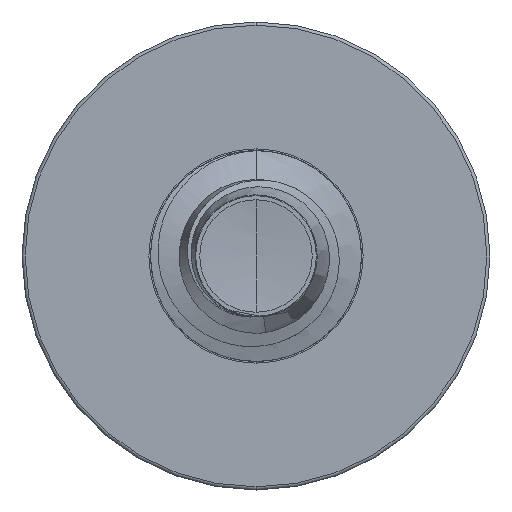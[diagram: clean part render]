
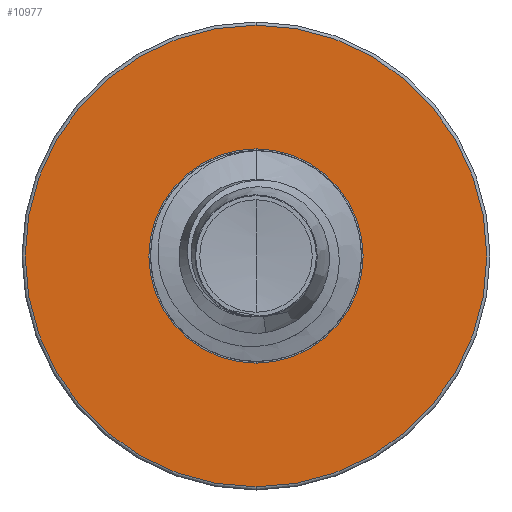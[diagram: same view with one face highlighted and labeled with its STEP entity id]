
A CAD part, front view. The second image highlights one B-rep face of the part: STEP entity #10977.
In plain terms, the highlighted planar face has unit normal (0, -1, 0).
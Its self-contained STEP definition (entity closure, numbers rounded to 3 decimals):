
#66 = AXIS2_PLACEMENT_3D ( 'NONE', #11320, #11701, #12531 ) ;
#582 = VERTEX_POINT ( 'NONE', #6150 ) ;
#1069 = AXIS2_PLACEMENT_3D ( 'NONE', #1602, #1580, #1563 ) ;
#1338 = ORIENTED_EDGE ( 'NONE', *, *, #4386, .T. ) ;
#1563 = DIRECTION ( 'NONE',  ( 0., 0., 1. ) ) ;
#1580 = DIRECTION ( 'NONE',  ( 0., 1., 0. ) ) ;
#1602 = CARTESIAN_POINT ( 'NONE',  ( 0., 7., 0. ) ) ;
#1996 = CIRCLE ( 'NONE', #8863, 1.973 ) ;
#2376 = ORIENTED_EDGE ( 'NONE', *, *, #7441, .F. ) ;
#2622 = AXIS2_PLACEMENT_3D ( 'NONE', #11901, #13061, #5989 ) ;
#2719 = CARTESIAN_POINT ( 'NONE',  ( 0., 7., 0. ) ) ;
#2899 = EDGE_CURVE ( 'NONE', #9636, #10129, #8216, .T. ) ;
#3923 = DIRECTION ( 'NONE',  ( 0., 0., 1. ) ) ;
#3999 = VERTEX_POINT ( 'NONE', #13396 ) ;
#4076 = CIRCLE ( 'NONE', #1069, 0.916 ) ;
#4386 = EDGE_CURVE ( 'NONE', #10129, #9636, #4076, .T. ) ;
#5409 = ORIENTED_EDGE ( 'NONE', *, *, #2899, .T. ) ;
#5497 = EDGE_LOOP ( 'NONE', ( #5409, #1338 ) ) ;
#5664 = EDGE_LOOP ( 'NONE', ( #11867, #2376 ) ) ;
#5989 = DIRECTION ( 'NONE',  ( 0., 0., 1. ) ) ;
#6150 = CARTESIAN_POINT ( 'NONE',  ( 0., 7., -1.973 ) ) ;
#6172 = DIRECTION ( 'NONE',  ( 0., 1., 0. ) ) ;
#6295 = FACE_BOUND ( 'NONE', #5497, .T. ) ;
#6313 = CIRCLE ( 'NONE', #9270, 1.973 ) ;
#7046 = EDGE_CURVE ( 'NONE', #3999, #582, #6313, .T. ) ;
#7441 = EDGE_CURVE ( 'NONE', #582, #3999, #1996, .T. ) ;
#8216 = CIRCLE ( 'NONE', #66, 0.916 ) ;
#8863 = AXIS2_PLACEMENT_3D ( 'NONE', #2719, #11080, #3923 ) ;
#9270 = AXIS2_PLACEMENT_3D ( 'NONE', #13242, #6172, #14366 ) ;
#9636 = VERTEX_POINT ( 'NONE', #12532 ) ;
#10129 = VERTEX_POINT ( 'NONE', #11419 ) ;
#10738 = PLANE ( 'NONE',  #2622 ) ;
#10977 = ADVANCED_FACE ( 'NONE', ( #12595, #6295 ), #10738, .F. ) ;
#11080 = DIRECTION ( 'NONE',  ( 0., 1., 0. ) ) ;
#11320 = CARTESIAN_POINT ( 'NONE',  ( 0., 7., 0. ) ) ;
#11419 = CARTESIAN_POINT ( 'NONE',  ( 0., 7., -0.916 ) ) ;
#11701 = DIRECTION ( 'NONE',  ( 0., 1., 0. ) ) ;
#11867 = ORIENTED_EDGE ( 'NONE', *, *, #7046, .F. ) ;
#11901 = CARTESIAN_POINT ( 'NONE',  ( 0., 7., -0.916 ) ) ;
#12531 = DIRECTION ( 'NONE',  ( 0., 0., 1. ) ) ;
#12532 = CARTESIAN_POINT ( 'NONE',  ( 0., 7., 0.916 ) ) ;
#12595 = FACE_OUTER_BOUND ( 'NONE', #5664, .T. ) ;
#13061 = DIRECTION ( 'NONE',  ( 0., 1., 0. ) ) ;
#13242 = CARTESIAN_POINT ( 'NONE',  ( 0., 7., 0. ) ) ;
#13396 = CARTESIAN_POINT ( 'NONE',  ( 0., 7., 1.973 ) ) ;
#14366 = DIRECTION ( 'NONE',  ( 0., 0., 1. ) ) ;
